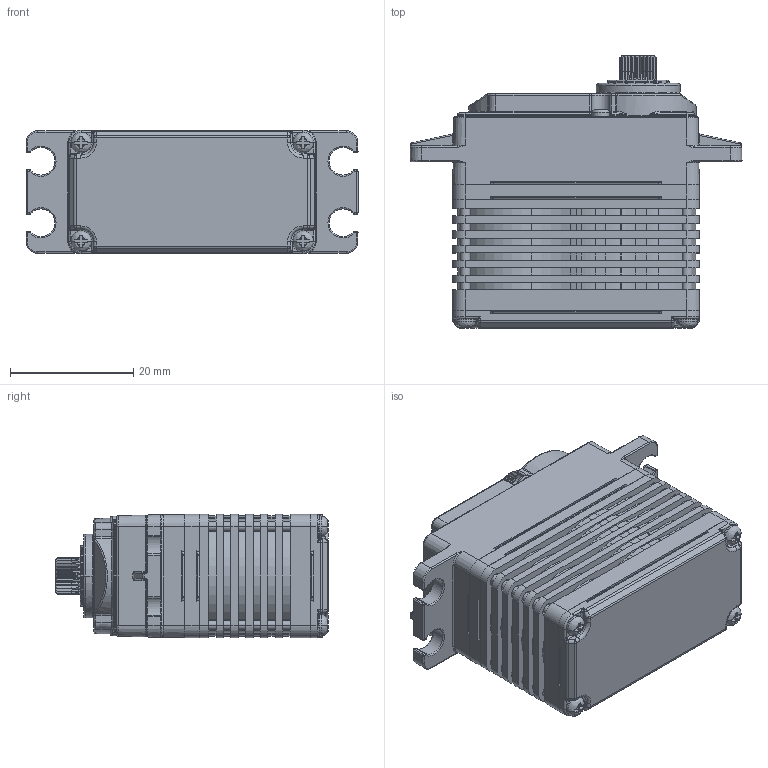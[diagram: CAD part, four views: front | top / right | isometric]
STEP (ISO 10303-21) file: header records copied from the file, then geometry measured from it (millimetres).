
FILE_DESCRIPTION((''),'2;1');
FILE_NAME('D940TW_ASSY_180222_ASM','2018-02-22T',('jaejin_'),(''),'CREO PARAMETRIC BY PTC INC, 2016050','CREO PARAMETRIC BY PTC INC, 2016050','');
FILE_SCHEMA(('CONFIG_CONTROL_DESIGN'));
Products named in the file (11): 120101000476_HS7950M; 120101000475_HS7950HT; 120212000314_5998TG4F; 120212000314_5998TG4F_ASM; 120101000477_HS7950T; 120101000478_HS7950L; 120208000011_O-RING_31_2X30X0_6; O-RING_2_3X1_3X0_5; 120201000076_18A_CPH_M1_7XL20; 120201000037_18A_CPHT2_2XL30; D940TW_ASSY_180222_ASM
Assembly tree (17 placements, depth 3):
  D940TW_ASSY_180222_ASM
    120101000476_HS7950M
    120101000475_HS7950HT
    120212000314_5998TG4F_ASM
      120212000314_5998TG4F
    120101000477_HS7950T
    120101000478_HS7950L
    120208000011_O-RING_31_2X30X0_6  x3
    O-RING_2_3X1_3X0_5  x2
    120201000076_18A_CPH_M1_7XL20  x2
    120201000037_18A_CPHT2_2XL30  x4
Bounding box: 53.86 x 44.2 x 20 mm (x, y, z)
Volume: 27667.3 mm3; surface area: 16136.5 mm2
Topology: 16 solids, 18 shells, 2243 faces, 5752 edges, 3566 vertices
Faces by surface type: cylinder 810, plane 795, bspline 301, torus 149, cone 118, sphere 70
Entity records: 84742 total; most frequent: CARTESIAN_POINT 25633, ORIENTED_EDGE 9266, DIRECTION 8667, PRESENTATION_STYLE_ASSIGNMENT 4800, STYLED_ITEM 4668, CURVE_STYLE 4633, EDGE_CURVE 4633, AXIS2_PLACEMENT_3D 3046
